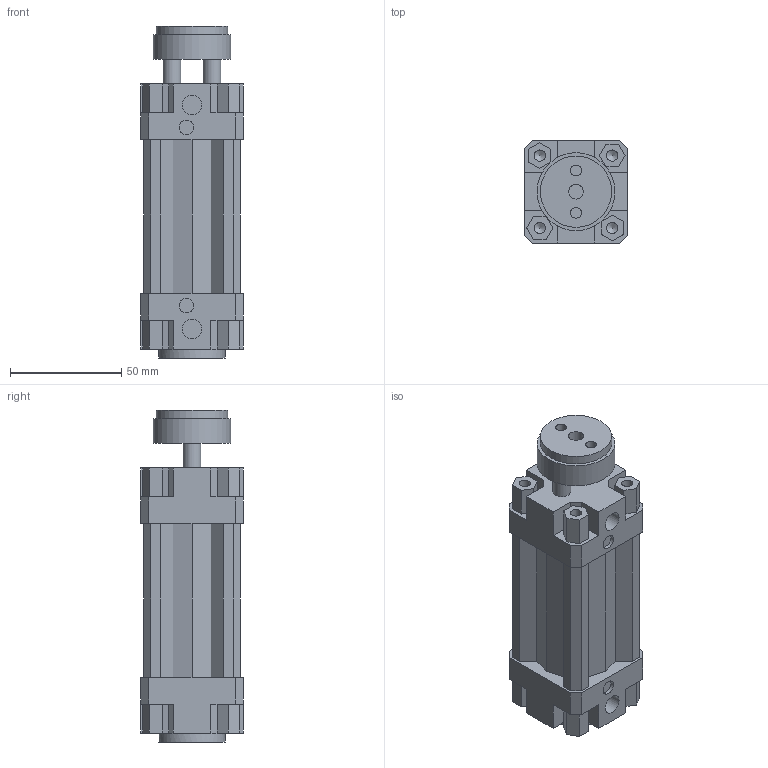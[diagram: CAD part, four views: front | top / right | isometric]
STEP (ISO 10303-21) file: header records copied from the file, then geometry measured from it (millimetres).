
FILE_DESCRIPTION(/* description */ ('CORPO BASE'),/* implementation_level */ '2;1');
FILE_NAME(/* name */ '132#_032_0025_01.stp',/* time_stamp */ '2016-10-06T15:43:08+02:00',/* author */ ('Maniean1'),/* organization */ ('Pneumax S.p.A.'),/* preprocessor_version */ 'ST-DEVELOPER v15.2',/* originating_system */ 'Autodesk Inventor 2014',/* authorisation */ '');
FILE_SCHEMA (('AUTOMOTIVE_DESIGN { 1 0 10303 214 3 1 1 }'));
Length unit declared in the file: millimetre
Products named in the file (3): C_132#_32_25_01; S_132#_032_0025_01; 132#_032_0025_01
Bounding box: 46 x 46 x 149 mm (x, y, z)
Volume: 188656 mm3; surface area: 56557.1 mm2
Topology: 2 solids, 2 shells, 187 faces, 479 edges, 315 vertices
Faces by surface type: plane 155, cylinder 24, cone 8
Full cylindrical faces by diameter (mm): 4.917 x2, 5 x8, 6.5 x2, 6.647 x1, 8 x4, 8.7 x2, 30 x1, 32 x3, 35 x1
Entity records: 5589 total; most frequent: CARTESIAN_POINT 930, DIRECTION 874, ORIENTED_EDGE 870, EDGE_CURVE 435, LINE 380, VECTOR 380, VERTEX_POINT 303, EDGE_LOOP 248
